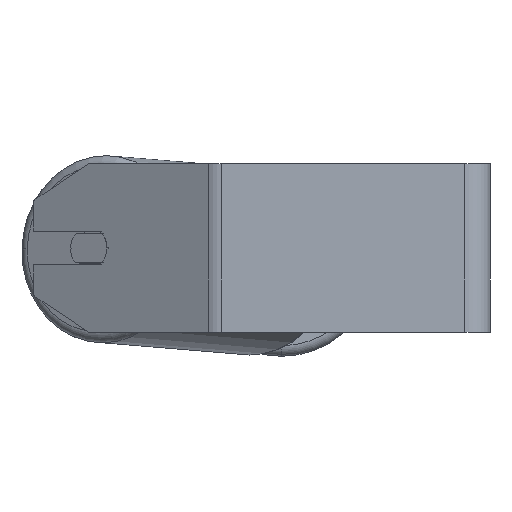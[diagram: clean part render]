
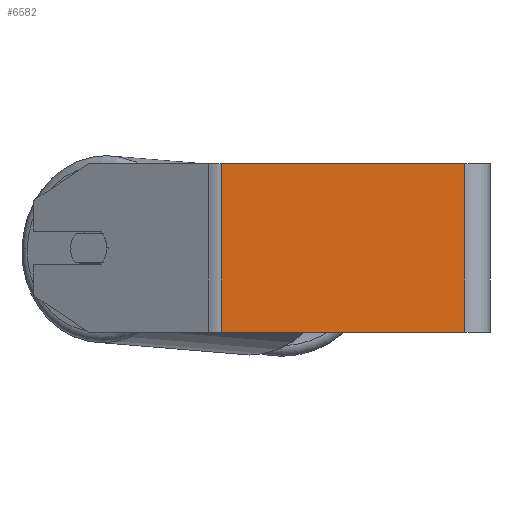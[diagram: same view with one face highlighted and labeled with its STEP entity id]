
A CAD part, left-side view. The second image highlights one B-rep face of the part: STEP entity #6582.
In plain terms, the highlighted planar face has unit normal (-1, 0, 0).
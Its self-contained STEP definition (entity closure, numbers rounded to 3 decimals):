
#21 = AXIS2_PLACEMENT_3D ( 'NONE', #7642, #337, #7727 ) ;
#183 = ORIENTED_EDGE ( 'NONE', *, *, #3663, .F. ) ;
#202 = PLANE ( 'NONE',  #21 ) ;
#241 = EDGE_CURVE ( 'NONE', #1495, #6053, #2288, .T. ) ;
#337 = DIRECTION ( 'NONE',  ( 1., 0., 0. ) ) ;
#438 = LINE ( 'NONE', #1798, #5985 ) ;
#494 = LINE ( 'NONE', #6565, #4965 ) ;
#625 = ORIENTED_EDGE ( 'NONE', *, *, #241, .F. ) ;
#1495 = VERTEX_POINT ( 'NONE', #1687 ) ;
#1603 = CARTESIAN_POINT ( 'NONE',  ( -285., 12., -40. ) ) ;
#1687 = CARTESIAN_POINT ( 'NONE',  ( -285., 127.767, 40. ) ) ;
#1771 = LINE ( 'NONE', #7134, #2076 ) ;
#1798 = CARTESIAN_POINT ( 'NONE',  ( -285., 130.982, -40. ) ) ;
#2076 = VECTOR ( 'NONE', #2480, 1000. ) ;
#2288 = LINE ( 'NONE', #5019, #7740 ) ;
#2357 = EDGE_CURVE ( 'NONE', #1495, #2377, #1771, .T. ) ;
#2377 = VERTEX_POINT ( 'NONE', #3058 ) ;
#2480 = DIRECTION ( 'NONE',  ( 0., 0., -1. ) ) ;
#2547 = EDGE_LOOP ( 'NONE', ( #8068, #183, #625, #4103 ) ) ;
#3058 = CARTESIAN_POINT ( 'NONE',  ( -285., 127.767, -40. ) ) ;
#3560 = VERTEX_POINT ( 'NONE', #1603 ) ;
#3663 = EDGE_CURVE ( 'NONE', #6053, #3560, #494, .T. ) ;
#3678 = DIRECTION ( 'NONE',  ( 0., -1., 0. ) ) ;
#4103 = ORIENTED_EDGE ( 'NONE', *, *, #2357, .T. ) ;
#4965 = VECTOR ( 'NONE', #7167, 1000. ) ;
#5019 = CARTESIAN_POINT ( 'NONE',  ( -285., 130.982, 40. ) ) ;
#5985 = VECTOR ( 'NONE', #3678, 1000. ) ;
#6053 = VERTEX_POINT ( 'NONE', #7563 ) ;
#6565 = CARTESIAN_POINT ( 'NONE',  ( -285., 12., 40. ) ) ;
#6582 = ADVANCED_FACE ( 'NONE', ( #8300 ), #202, .F. ) ;
#7134 = CARTESIAN_POINT ( 'NONE',  ( -285., 127.767, 40. ) ) ;
#7167 = DIRECTION ( 'NONE',  ( 0., 0., -1. ) ) ;
#7456 = EDGE_CURVE ( 'NONE', #2377, #3560, #438, .T. ) ;
#7563 = CARTESIAN_POINT ( 'NONE',  ( -285., 12., 40. ) ) ;
#7642 = CARTESIAN_POINT ( 'NONE',  ( -285., 130.982, 40. ) ) ;
#7697 = DIRECTION ( 'NONE',  ( 0., -1., 0. ) ) ;
#7727 = DIRECTION ( 'NONE',  ( 0., 0., -1. ) ) ;
#7740 = VECTOR ( 'NONE', #7697, 1000. ) ;
#8068 = ORIENTED_EDGE ( 'NONE', *, *, #7456, .T. ) ;
#8300 = FACE_OUTER_BOUND ( 'NONE', #2547, .T. ) ;
